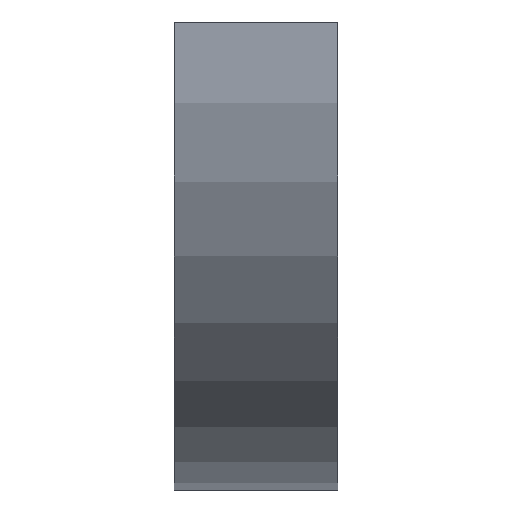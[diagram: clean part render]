
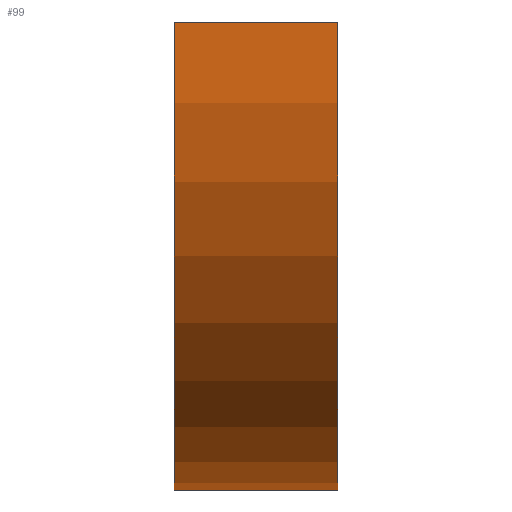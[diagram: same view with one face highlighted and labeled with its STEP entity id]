
A CAD part, front view. The second image highlights one B-rep face of the part: STEP entity #99.
In plain terms, the highlighted cylindrical face has radius 200 mm (diameter 400 mm), a partial arc.
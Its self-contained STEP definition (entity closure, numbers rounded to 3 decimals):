
#10 = LINE ( 'NONE', #132, #57 ) ;
#41 = VECTOR ( 'NONE', #125, 1000. ) ;
#44 = CIRCLE ( 'NONE', #203, 200. ) ;
#56 = CIRCLE ( 'NONE', #208, 200. ) ;
#57 = VECTOR ( 'NONE', #146, 1000. ) ;
#59 = LINE ( 'NONE', #124, #41 ) ;
#61 = ORIENTED_EDGE ( 'NONE', *, *, #196, .F. ) ;
#63 = ORIENTED_EDGE ( 'NONE', *, *, #198, .T. ) ;
#67 = ORIENTED_EDGE ( 'NONE', *, *, #200, .F. ) ;
#69 = FACE_OUTER_BOUND ( 'NONE', #75, .T. ) ;
#75 = EDGE_LOOP ( 'NONE', ( #63, #61, #67, #89 ) ) ;
#78 = CYLINDRICAL_SURFACE ( 'NONE', #201, 200. ) ;
#89 = ORIENTED_EDGE ( 'NONE', *, *, #221, .T. ) ;
#99 = ADVANCED_FACE ( 'NONE', ( #69 ), #78, .T. ) ;
#106 = CARTESIAN_POINT ( 'NONE',  ( 70., 0., 0. ) ) ;
#107 = DIRECTION ( 'NONE',  ( -1., 0., 0. ) ) ;
#110 = VERTEX_POINT ( 'NONE', #118 ) ;
#114 = VERTEX_POINT ( 'NONE', #188 ) ;
#118 = CARTESIAN_POINT ( 'NONE',  ( 0., 200., 0. ) ) ;
#119 = CARTESIAN_POINT ( 'NONE',  ( 70., 200., 0. ) ) ;
#121 = CARTESIAN_POINT ( 'NONE',  ( 70., -200., 0. ) ) ;
#124 = CARTESIAN_POINT ( 'NONE',  ( 70., 200., 0. ) ) ;
#125 = DIRECTION ( 'NONE',  ( -1., 0., 0. ) ) ;
#127 = CARTESIAN_POINT ( 'NONE',  ( 0., 0., 0. ) ) ;
#129 = DIRECTION ( 'NONE',  ( 1., 0., 0. ) ) ;
#130 = DIRECTION ( 'NONE',  ( 0., 0., -1. ) ) ;
#132 = CARTESIAN_POINT ( 'NONE',  ( 70., -200., 0. ) ) ;
#134 = CARTESIAN_POINT ( 'NONE',  ( 70., 0., 0. ) ) ;
#135 = DIRECTION ( 'NONE',  ( 1., 0., 0. ) ) ;
#136 = DIRECTION ( 'NONE',  ( 0., 0., -1. ) ) ;
#146 = DIRECTION ( 'NONE',  ( -1., 0., 0. ) ) ;
#178 = VERTEX_POINT ( 'NONE', #119 ) ;
#187 = DIRECTION ( 'NONE',  ( 0., 0., 1. ) ) ;
#188 = CARTESIAN_POINT ( 'NONE',  ( 0., -200., 0. ) ) ;
#189 = VERTEX_POINT ( 'NONE', #121 ) ;
#196 = EDGE_CURVE ( 'NONE', #178, #110, #59, .T. ) ;
#198 = EDGE_CURVE ( 'NONE', #114, #110, #44, .T. ) ;
#200 = EDGE_CURVE ( 'NONE', #189, #178, #56, .T. ) ;
#201 = AXIS2_PLACEMENT_3D ( 'NONE', #106, #107, #187 ) ;
#203 = AXIS2_PLACEMENT_3D ( 'NONE', #127, #129, #130 ) ;
#208 = AXIS2_PLACEMENT_3D ( 'NONE', #134, #135, #136 ) ;
#221 = EDGE_CURVE ( 'NONE', #189, #114, #10, .T. ) ;
